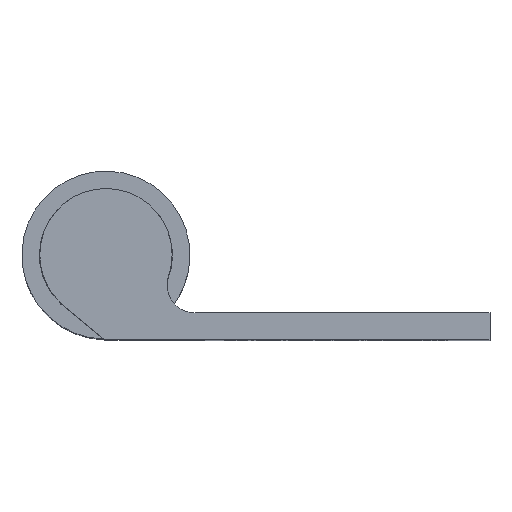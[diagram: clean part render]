
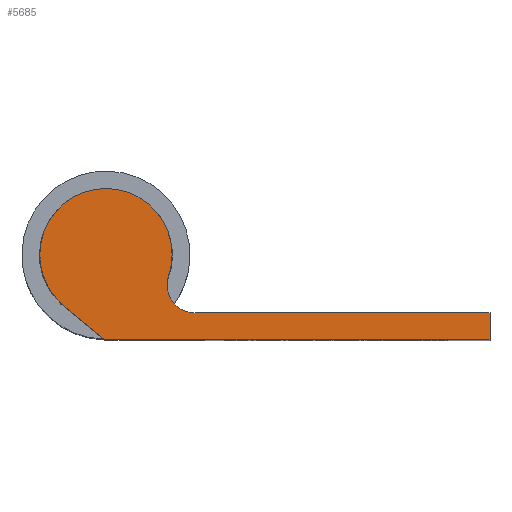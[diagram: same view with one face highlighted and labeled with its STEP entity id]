
A CAD part, top view. The second image highlights one B-rep face of the part: STEP entity #5685.
In plain terms, the highlighted planar face has unit normal (0, 0, 1).
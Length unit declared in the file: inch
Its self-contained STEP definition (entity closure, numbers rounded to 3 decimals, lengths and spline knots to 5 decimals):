
#18 = DIRECTION ( 'NONE',  ( 0., 0., 1. ) ) ;
#110 = CARTESIAN_POINT ( 'NONE',  ( 2.15945, -0.47835, 1.73228 ) ) ;
#204 = DIRECTION ( 'NONE',  ( 1., 0., 0. ) ) ;
#260 = LINE ( 'NONE', #7076, #7831 ) ;
#311 = DIRECTION ( 'NONE',  ( 1., 0., 0. ) ) ;
#343 = CARTESIAN_POINT ( 'NONE',  ( 0., 0., 1.73228 ) ) ;
#360 = DIRECTION ( 'NONE',  ( 1., 0., 0. ) ) ;
#585 = AXIS2_PLACEMENT_3D ( 'NONE', #7923, #5608, #3265 ) ;
#794 = CARTESIAN_POINT ( 'NONE',  ( 0.37205, 0., 1.73228 ) ) ;
#1452 = VERTEX_POINT ( 'NONE', #6349 ) ;
#1760 = CARTESIAN_POINT ( 'NONE',  ( 0.34412, -0.16969, 1.73228 ) ) ;
#2352 = PLANE ( 'NONE',  #3159 ) ;
#2414 = EDGE_CURVE ( 'NONE', #11941, #6022, #11522, .T. ) ;
#2546 = ORIENTED_EDGE ( 'NONE', *, *, #2414, .T. ) ;
#2628 = ORIENTED_EDGE ( 'NONE', *, *, #14397, .T. ) ;
#2762 = VERTEX_POINT ( 'NONE', #1760 ) ;
#2765 = FACE_OUTER_BOUND ( 'NONE', #13400, .T. ) ;
#2793 = DIRECTION ( 'NONE',  ( 0., 0., 1. ) ) ;
#3015 = EDGE_CURVE ( 'NONE', #2762, #5387, #6216, .T. ) ;
#3159 = AXIS2_PLACEMENT_3D ( 'NONE', #11497, #12450, #204 ) ;
#3265 = DIRECTION ( 'NONE',  ( 1., 0., 0. ) ) ;
#3326 = AXIS2_PLACEMENT_3D ( 'NONE', #11823, #6061, #10539 ) ;
#3408 = ORIENTED_EDGE ( 'NONE', *, *, #11725, .T. ) ;
#3493 = VERTEX_POINT ( 'NONE', #11464 ) ;
#4052 = CIRCLE ( 'NONE', #585, 0.15748 ) ;
#4248 = VECTOR ( 'NONE', #4412, 39.37008 ) ;
#4412 = DIRECTION ( 'NONE',  ( -0.77, 0.638, 0. ) ) ;
#4565 = CARTESIAN_POINT ( 'NONE',  ( 0., 0., 1.73228 ) ) ;
#4675 = CARTESIAN_POINT ( 'NONE',  ( 0.5016, -0.32717, 1.73228 ) ) ;
#4751 = EDGE_CURVE ( 'NONE', #8804, #3493, #13257, .T. ) ;
#5256 = AXIS2_PLACEMENT_3D ( 'NONE', #12909, #2793, #360 ) ;
#5387 = VERTEX_POINT ( 'NONE', #4675 ) ;
#5608 = DIRECTION ( 'NONE',  ( 0., 0., 1. ) ) ;
#5685 = ADVANCED_FACE ( 'NONE', ( #2765 ), #2352, .T. ) ;
#5825 = CARTESIAN_POINT ( 'NONE',  ( -0.00591, -0.47835, 1.73228 ) ) ;
#5923 = DIRECTION ( 'NONE',  ( 1., 0., 0. ) ) ;
#6022 = VERTEX_POINT ( 'NONE', #13809 ) ;
#6026 = DIRECTION ( 'NONE',  ( 1., 0., 0. ) ) ;
#6061 = DIRECTION ( 'NONE',  ( 0., 0., 1. ) ) ;
#6216 = CIRCLE ( 'NONE', #5256, 0.15748 ) ;
#6349 = CARTESIAN_POINT ( 'NONE',  ( 0.35243, -0.11922, 1.73228 ) ) ;
#6540 = AXIS2_PLACEMENT_3D ( 'NONE', #343, #12737, #5923 ) ;
#6723 = EDGE_CURVE ( 'NONE', #1452, #11941, #10074, .T. ) ;
#6967 = ORIENTED_EDGE ( 'NONE', *, *, #4751, .F. ) ;
#7076 = CARTESIAN_POINT ( 'NONE',  ( 0.5016, -0.32717, 1.73228 ) ) ;
#7213 = VECTOR ( 'NONE', #6026, 39.37008 ) ;
#7493 = LINE ( 'NONE', #12709, #13327 ) ;
#7571 = ORIENTED_EDGE ( 'NONE', *, *, #12885, .F. ) ;
#7638 = CARTESIAN_POINT ( 'NONE',  ( 2.15945, -0.32717, 1.73228 ) ) ;
#7831 = VECTOR ( 'NONE', #311, 39.37008 ) ;
#7848 = CARTESIAN_POINT ( 'NONE',  ( -0.00591, -0.47835, 1.73228 ) ) ;
#7887 = AXIS2_PLACEMENT_3D ( 'NONE', #4565, #18, #12409 ) ;
#7923 = CARTESIAN_POINT ( 'NONE',  ( 0.5016, -0.16969, 1.73228 ) ) ;
#8006 = DIRECTION ( 'NONE',  ( 0., -1., 0. ) ) ;
#8366 = VERTEX_POINT ( 'NONE', #7638 ) ;
#8658 = CIRCLE ( 'NONE', #3326, 0.37205 ) ;
#8804 = VERTEX_POINT ( 'NONE', #7848 ) ;
#9661 = ORIENTED_EDGE ( 'NONE', *, *, #6723, .T. ) ;
#9930 = EDGE_CURVE ( 'NONE', #1452, #2762, #4052, .T. ) ;
#10074 = CIRCLE ( 'NONE', #6540, 0.37205 ) ;
#10292 = ORIENTED_EDGE ( 'NONE', *, *, #12825, .F. ) ;
#10539 = DIRECTION ( 'NONE',  ( 1., 0., 0. ) ) ;
#11464 = CARTESIAN_POINT ( 'NONE',  ( -0.23743, -0.28644, 1.73228 ) ) ;
#11497 = CARTESIAN_POINT ( 'NONE',  ( 0.5016, -0.16969, 1.73228 ) ) ;
#11522 = CIRCLE ( 'NONE', #7887, 0.37205 ) ;
#11725 = EDGE_CURVE ( 'NONE', #6022, #3493, #8658, .T. ) ;
#11823 = CARTESIAN_POINT ( 'NONE',  ( 0., 0., 1.73228 ) ) ;
#11941 = VERTEX_POINT ( 'NONE', #794 ) ;
#12312 = ORIENTED_EDGE ( 'NONE', *, *, #3015, .F. ) ;
#12409 = DIRECTION ( 'NONE',  ( 1., 0., 0. ) ) ;
#12450 = DIRECTION ( 'NONE',  ( 0., 0., 1. ) ) ;
#12709 = CARTESIAN_POINT ( 'NONE',  ( 2.15945, -0.32717, 1.73228 ) ) ;
#12737 = DIRECTION ( 'NONE',  ( 0., 0., 1. ) ) ;
#12801 = VERTEX_POINT ( 'NONE', #110 ) ;
#12825 = EDGE_CURVE ( 'NONE', #8366, #12801, #7493, .T. ) ;
#12885 = EDGE_CURVE ( 'NONE', #5387, #8366, #260, .T. ) ;
#12909 = CARTESIAN_POINT ( 'NONE',  ( 0.5016, -0.16969, 1.73228 ) ) ;
#13257 = LINE ( 'NONE', #13446, #4248 ) ;
#13294 = ORIENTED_EDGE ( 'NONE', *, *, #9930, .F. ) ;
#13327 = VECTOR ( 'NONE', #8006, 39.37008 ) ;
#13400 = EDGE_LOOP ( 'NONE', ( #13294, #9661, #2546, #3408, #6967, #2628, #10292, #7571, #12312 ) ) ;
#13446 = CARTESIAN_POINT ( 'NONE',  ( -0.00591, -0.47835, 1.73228 ) ) ;
#13809 = CARTESIAN_POINT ( 'NONE',  ( -0.37205, 0., 1.73228 ) ) ;
#14397 = EDGE_CURVE ( 'NONE', #8804, #12801, #14465, .T. ) ;
#14465 = LINE ( 'NONE', #5825, #7213 ) ;
